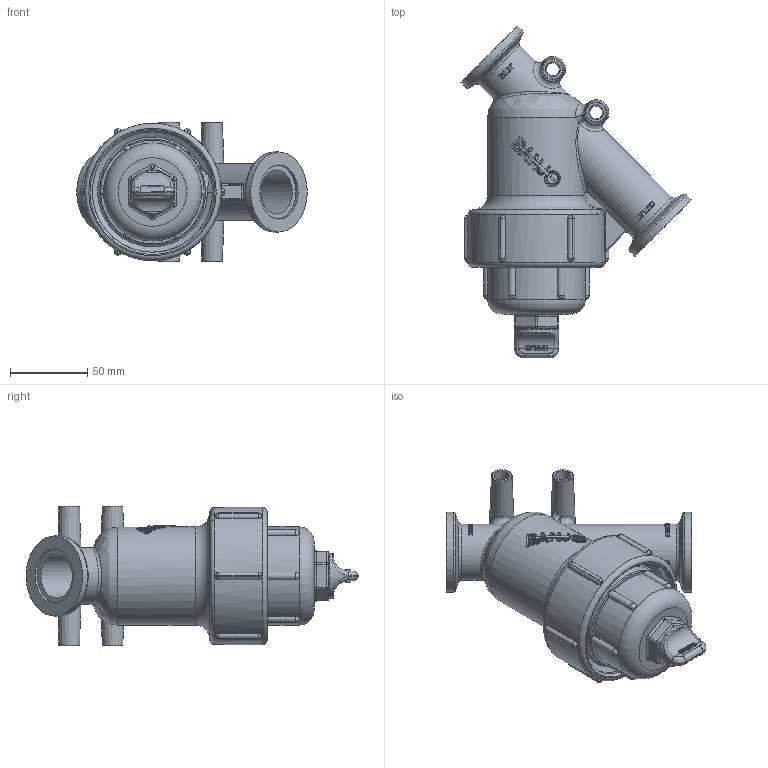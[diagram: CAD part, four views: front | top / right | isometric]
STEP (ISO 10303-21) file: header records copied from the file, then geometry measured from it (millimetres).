
FILE_DESCRIPTION(/* description */ ('1" MNFLD LINE STRAINER BODY'),/* implementation_level */ '2;1');
FILE_NAME(/* name */ 'MLS100BC.stp',/* time_stamp */ '2015-03-06T16:06:51-05:00',/* author */ ('mclevenger'),/* organization */ (''),/* preprocessor_version */ 'ST-DEVELOPER v15.6',/* originating_system */ 'Autodesk Inventor 2015',/* authorisation */ '');
FILE_SCHEMA (('AUTOMOTIVE_DESIGN { 1 0 10303 214 3 1 1 }'));
Length unit declared in the file: inch
Products named in the file (7): MLS100B; LS100XC1; 12777; UV15163; LS100-C1; LS100-G; MLS100BC
Assembly tree (6 placements, depth 3):
  MLS100BC
    MLS100B
    LS100-C1
      LS100XC1
      12777
      UV15163
    LS100-G
Bounding box: 149.25 x 215.01 x 90.49 mm (x, y, z)
Volume: 341999.7 mm3; surface area: 137704.2 mm2
Topology: 5 solids, 5 shells, 1073 faces, 2796 edges, 1784 vertices
Faces by surface type: plane 552, cylinder 238, bspline 161, torus 54, sphere 37, cone 31
Full cylindrical faces by diameter (mm): 12.7 x1, 25.527 x1, 28.702 x3, 35.052 x2, 36.576 x2, 51.816 x2, 53.34 x1, 53.594 x1, 57.15 x1, 59.436 x1, 60.223 x1, 62.992 x1, 63.5 x1, 68.58 x4, 88.9 x1
Entity records: 44108 total; most frequent: CARTESIAN_POINT 19099, ORIENTED_EDGE 5324, DIRECTION 4910, EDGE_CURVE 2662, AXIS2_PLACEMENT_3D 1864, VERTEX_POINT 1732, EDGE_LOOP 1192, LINE 1182
